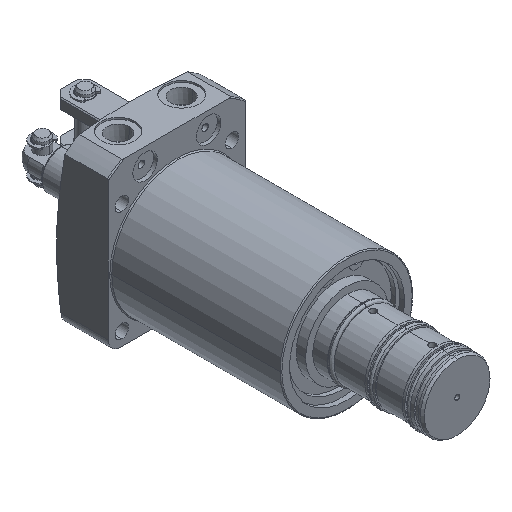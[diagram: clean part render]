
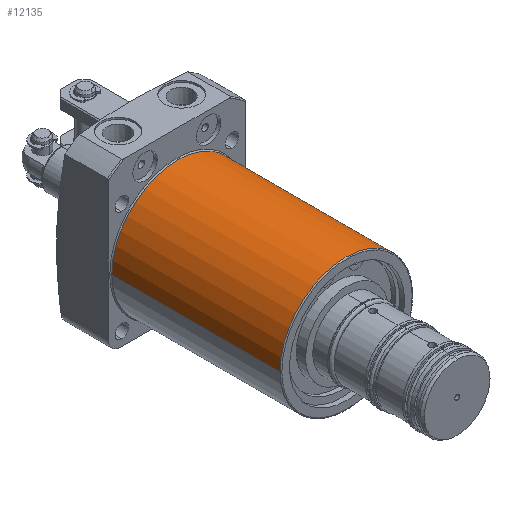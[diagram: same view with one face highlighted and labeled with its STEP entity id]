
A CAD part, isometric view. The second image highlights one B-rep face of the part: STEP entity #12135.
In plain terms, the highlighted cylindrical face has radius 27 mm (diameter 54 mm), a partial arc.
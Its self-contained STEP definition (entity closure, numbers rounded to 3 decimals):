
#74 = ORIENTED_EDGE ( 'NONE', *, *, #6241, .F. ) ;
#91 = ORIENTED_EDGE ( 'NONE', *, *, #6273, .T. ) ;
#92 = ORIENTED_EDGE ( 'NONE', *, *, #6372, .T. ) ;
#188 = ORIENTED_EDGE ( 'NONE', *, *, #6284, .T. ) ;
#888 = DIRECTION ( 'NONE',  ( -1., 0., 0. ) ) ;
#889 = DIRECTION ( 'NONE',  ( 0., 1., 0. ) ) ;
#890 = CARTESIAN_POINT ( 'NONE',  ( 0., -93., 0. ) ) ;
#1198 = AXIS2_PLACEMENT_3D ( 'NONE', #5757, #5756, #5755 ) ;
#1254 = AXIS2_PLACEMENT_3D ( 'NONE', #890, #889, #888 ) ;
#1766 = AXIS2_PLACEMENT_3D ( 'NONE', #4594, #4595, #4601 ) ;
#2078 = CARTESIAN_POINT ( 'NONE',  ( 27., -93., 0. ) ) ;
#2079 = CARTESIAN_POINT ( 'NONE',  ( -27., -24.3, 0. ) ) ;
#3950 = DIRECTION ( 'NONE',  ( 0., 1., 0. ) ) ;
#3955 = CARTESIAN_POINT ( 'NONE',  ( -27., 0., 0. ) ) ;
#4233 = CARTESIAN_POINT ( 'NONE',  ( 27., -24.3, 0. ) ) ;
#4275 = CARTESIAN_POINT ( 'NONE',  ( -27., -93., 0. ) ) ;
#4594 = CARTESIAN_POINT ( 'NONE',  ( 0., 0., 0. ) ) ;
#4595 = DIRECTION ( 'NONE',  ( 0., 1., 0. ) ) ;
#4601 = DIRECTION ( 'NONE',  ( -1., 0., 0. ) ) ;
#5263 = VERTEX_POINT ( 'NONE', #4275 ) ;
#5300 = VERTEX_POINT ( 'NONE', #4233 ) ;
#5755 = DIRECTION ( 'NONE',  ( -1., 0., 0. ) ) ;
#5756 = DIRECTION ( 'NONE',  ( 0., -1., 0. ) ) ;
#5757 = CARTESIAN_POINT ( 'NONE',  ( 0., -24.3, 0. ) ) ;
#5820 = CARTESIAN_POINT ( 'NONE',  ( 27., 0., 0. ) ) ;
#5834 = DIRECTION ( 'NONE',  ( 0., 1., 0. ) ) ;
#6241 = EDGE_CURVE ( 'NONE', #5263, #8580, #9839, .T. ) ;
#6273 = EDGE_CURVE ( 'NONE', #8581, #5300, #9874, .T. ) ;
#6284 = EDGE_CURVE ( 'NONE', #5300, #8580, #9881, .T. ) ;
#6372 = EDGE_CURVE ( 'NONE', #5263, #8581, #10186, .T. ) ;
#8580 = VERTEX_POINT ( 'NONE', #2079 ) ;
#8581 = VERTEX_POINT ( 'NONE', #2078 ) ;
#9534 = EDGE_LOOP ( 'NONE', ( #92, #91, #188, #74 ) ) ;
#9839 = LINE ( 'NONE', #3955, #9843 ) ;
#9843 = VECTOR ( 'NONE', #3950, 1000. ) ;
#9874 = LINE ( 'NONE', #5820, #9877 ) ;
#9877 = VECTOR ( 'NONE', #5834, 1000. ) ;
#9881 = CIRCLE ( 'NONE', #1198, 27. ) ;
#10186 = CIRCLE ( 'NONE', #1254, 27. ) ;
#11202 = CYLINDRICAL_SURFACE ( 'NONE', #1766, 27. ) ;
#11214 = FACE_OUTER_BOUND ( 'NONE', #9534, .T. ) ;
#12135 = ADVANCED_FACE ( 'NONE', ( #11214 ), #11202, .T. ) ;
